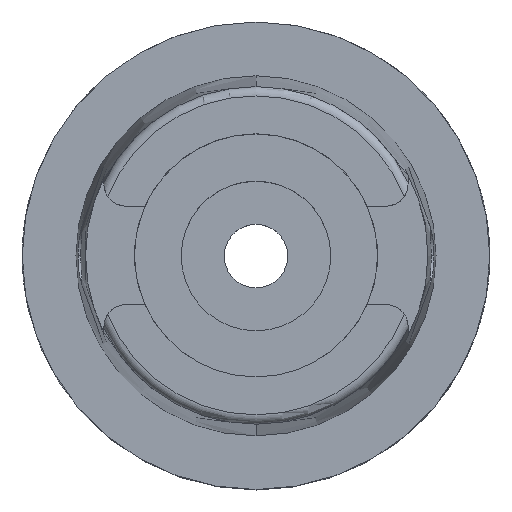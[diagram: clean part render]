
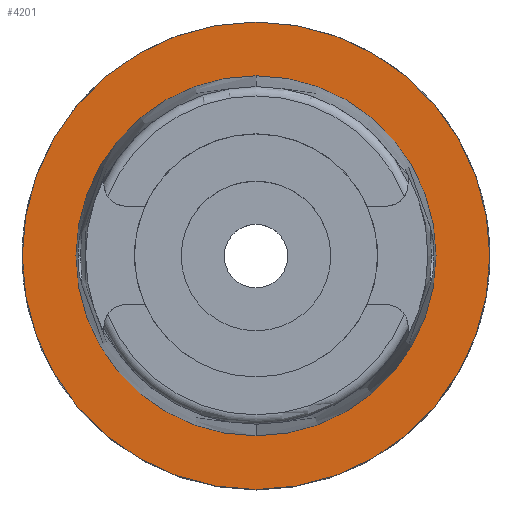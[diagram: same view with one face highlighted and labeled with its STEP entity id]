
A CAD part, top view. The second image highlights one B-rep face of the part: STEP entity #4201.
In plain terms, the highlighted planar face has unit normal (0, 0, 1).
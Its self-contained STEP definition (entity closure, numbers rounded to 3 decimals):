
#2042=CARTESIAN_POINT('',(0.,0.,0.));
#2043=DIRECTION('',(0.,0.,-1.));
#2044=DIRECTION('',(0.,-1.,0.));
#2045=AXIS2_PLACEMENT_3D('',#2042,#2043,#2044);
#2050=CARTESIAN_POINT('',(0.,0.,0.));
#2051=DIRECTION('',(0.,0.,-1.));
#2052=DIRECTION('',(0.,1.,0.));
#2053=AXIS2_PLACEMENT_3D('',#2050,#2051,#2052);
#2058=CARTESIAN_POINT('',(0.,0.,0.));
#2059=DIRECTION('',(0.,0.,1.));
#2060=DIRECTION('',(0.,-1.,0.));
#2061=AXIS2_PLACEMENT_3D('',#2058,#2059,#2060);
#2066=CARTESIAN_POINT('',(0.,0.,0.));
#2067=DIRECTION('',(0.,0.,1.));
#2068=DIRECTION('',(0.,1.,0.));
#2069=AXIS2_PLACEMENT_3D('',#2066,#2067,#2068);
#2439=CARTESIAN_POINT('',(0.,-19.25,0.));
#2440=VERTEX_POINT('',#2439);
#2441=CARTESIAN_POINT('',(0.,19.25,0.));
#2442=VERTEX_POINT('',#2441);
#2714=CARTESIAN_POINT('',(0.,25.,0.));
#2715=VERTEX_POINT('',#2714);
#2716=CARTESIAN_POINT('',(0.,-25.,0.));
#2717=VERTEX_POINT('',#2716);
#4188=CARTESIAN_POINT('',(0.,0.,0.));
#4189=DIRECTION('',(0.,0.,1.));
#4190=DIRECTION('',(0.,1.,0.));
#4191=AXIS2_PLACEMENT_3D('',#4188,#4189,#4190);
#4192=PLANE('',#4191);
#4193=ORIENTED_EDGE('',*,*,#4170,.T.);
#4194=ORIENTED_EDGE('',*,*,#4057,.T.);
#4195=EDGE_LOOP('',(#4193,#4194));
#4196=FACE_OUTER_BOUND('',#4195,.F.);
#4197=ORIENTED_EDGE('',*,*,#2931,.T.);
#4198=ORIENTED_EDGE('',*,*,#2900,.T.);
#4199=EDGE_LOOP('',(#4197,#4198));
#4200=FACE_BOUND('',#4199,.F.);
#2046=CIRCLE('',#2045,25.);
#2054=CIRCLE('',#2053,25.);
#2062=CIRCLE('',#2061,19.25);
#2070=CIRCLE('',#2069,19.25);
#2900=EDGE_CURVE('',#2442,#2440,#2070,.T.);
#2931=EDGE_CURVE('',#2440,#2442,#2062,.T.);
#4057=EDGE_CURVE('',#2715,#2717,#2054,.T.);
#4170=EDGE_CURVE('',#2717,#2715,#2046,.T.);
#4201=ADVANCED_FACE('',(#4196,#4200),#4192,.T.);
